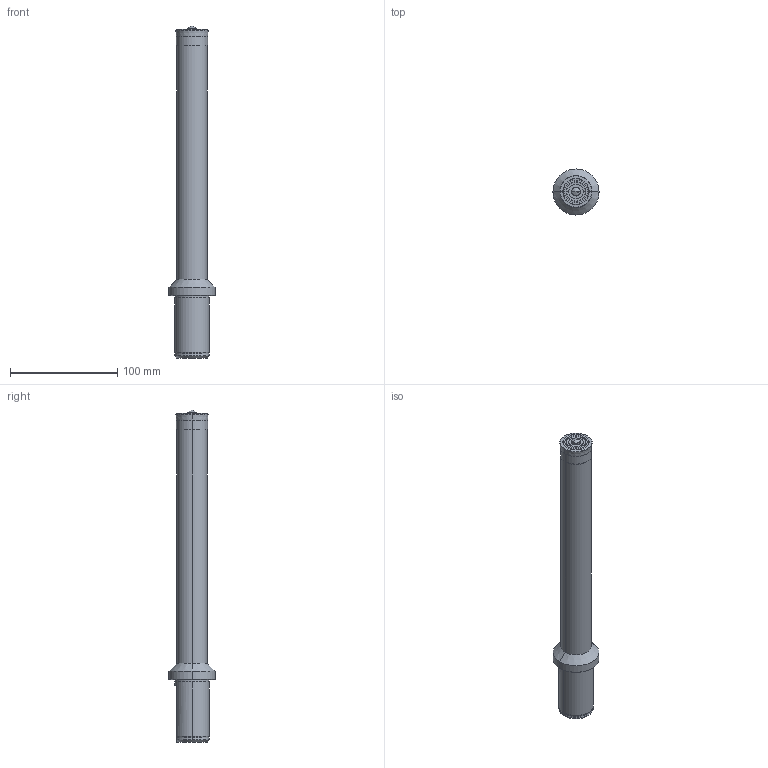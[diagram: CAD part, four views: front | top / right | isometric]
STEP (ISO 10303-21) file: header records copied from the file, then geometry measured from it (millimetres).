
FILE_DESCRIPTION (( 'STEP AP214' ), '1' );
FILE_NAME ('99307-30200-CD8-NC40-N9GX060204-NC2032.STEP', '2017-01-10T11:35:30', ( 'Owner' ), ( '' ), 'SwSTEP 2.0', 'SolidWorks 2016', '' );
FILE_SCHEMA (( 'AUTOMOTIVE_DESIGN' ));
Length unit declared in the file: millimetre
Products named in the file (1): 99307-30200-CD8-NC40-N9GX060204-NC2032
Bounding box: 43 x 43 x 309.55 mm (x, y, z)
Volume: 213416.6 mm3; surface area: 31027.8 mm2
Topology: 1 solids, 1 shells, 64 faces, 133 edges, 72 vertices
Faces by surface type: cone 23, torus 20, cylinder 15, plane 6
Entity records: 2008 total; most frequent: DIRECTION 339, CARTESIAN_POINT 308, ORIENTED_EDGE 262, AXIS2_PLACEMENT_3D 149, EDGE_CURVE 131, CIRCLE 84, VERTEX_POINT 72, EDGE_LOOP 67
